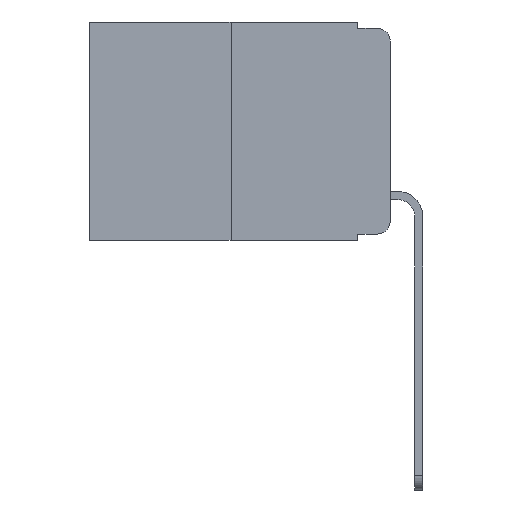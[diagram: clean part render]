
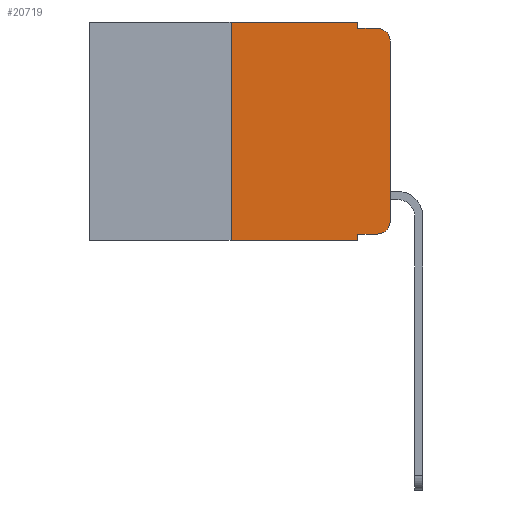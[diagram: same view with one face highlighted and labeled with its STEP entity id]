
A CAD part, left-side view. The second image highlights one B-rep face of the part: STEP entity #20719.
In plain terms, the highlighted planar face has unit normal (-1, 0, 0).
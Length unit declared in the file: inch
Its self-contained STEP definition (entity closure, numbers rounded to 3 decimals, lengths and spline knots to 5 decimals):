
#750 = LINE ( 'NONE', #3919, #8695 ) ;
#958 = ORIENTED_EDGE ( 'NONE', *, *, #4758, .T. ) ;
#1045 = CARTESIAN_POINT ( 'NONE',  ( 0., 0.25, 0. ) ) ;
#1334 = CARTESIAN_POINT ( 'NONE',  ( 0., 0.02, -0.313 ) ) ;
#1536 = ORIENTED_EDGE ( 'NONE', *, *, #17795, .T. ) ;
#1767 = AXIS2_PLACEMENT_3D ( 'NONE', #5684, #19666, #10511 ) ;
#1861 = LINE ( 'NONE', #3028, #10115 ) ;
#2121 = PLANE ( 'NONE',  #1767 ) ;
#2171 = EDGE_CURVE ( 'NONE', #13788, #10464, #16278, .T. ) ;
#2384 = CARTESIAN_POINT ( 'NONE',  ( 0., 0.02, -0.03 ) ) ;
#2695 = VECTOR ( 'NONE', #11774, 39.37008 ) ;
#2702 = ORIENTED_EDGE ( 'NONE', *, *, #3494, .F. ) ;
#2939 = EDGE_CURVE ( 'NONE', #13788, #13077, #4367, .T. ) ;
#2984 = CARTESIAN_POINT ( 'NONE',  ( 0., 0.051, -0.01 ) ) ;
#3028 = CARTESIAN_POINT ( 'NONE',  ( 0., 0., 0. ) ) ;
#3147 = DIRECTION ( 'NONE',  ( 0., 0., -1. ) ) ;
#3235 = ORIENTED_EDGE ( 'NONE', *, *, #2939, .T. ) ;
#3357 = CARTESIAN_POINT ( 'NONE',  ( 0., 0.051, -0.01 ) ) ;
#3494 = EDGE_CURVE ( 'NONE', #10464, #17602, #3832, .T. ) ;
#3770 = ORIENTED_EDGE ( 'NONE', *, *, #8968, .T. ) ;
#3832 = LINE ( 'NONE', #6141, #15518 ) ;
#3919 = CARTESIAN_POINT ( 'NONE',  ( 0., 0.051, -0.333 ) ) ;
#4086 = DIRECTION ( 'NONE',  ( 0., 0., -1. ) ) ;
#4160 = FACE_OUTER_BOUND ( 'NONE', #5540, .T. ) ;
#4367 = LINE ( 'NONE', #7497, #16009 ) ;
#4512 = VERTEX_POINT ( 'NONE', #16846 ) ;
#4526 = DIRECTION ( 'NONE',  ( 0., 0., -1. ) ) ;
#4663 = DIRECTION ( 'NONE',  ( 0., -1., 0. ) ) ;
#4758 = EDGE_CURVE ( 'NONE', #12280, #16771, #1861, .T. ) ;
#5213 = CARTESIAN_POINT ( 'NONE',  ( 0., 0.051, 0. ) ) ;
#5282 = LINE ( 'NONE', #2984, #9565 ) ;
#5540 = EDGE_LOOP ( 'NONE', ( #958, #1536, #13534, #14982, #2702, #11362, #3235, #7658, #11851, #3770 ) ) ;
#5566 = VERTEX_POINT ( 'NONE', #3357 ) ;
#5587 = DIRECTION ( 'NONE',  ( 0., -1., 0. ) ) ;
#5684 = CARTESIAN_POINT ( 'NONE',  ( 0., 0.473, 0. ) ) ;
#6008 = AXIS2_PLACEMENT_3D ( 'NONE', #2384, #13678, #4086 ) ;
#6141 = CARTESIAN_POINT ( 'NONE',  ( 0., 0.473, 0. ) ) ;
#6289 = CARTESIAN_POINT ( 'NONE',  ( 0., 0.051, -0.333 ) ) ;
#6418 = EDGE_CURVE ( 'NONE', #13861, #4512, #750, .T. ) ;
#7075 = CARTESIAN_POINT ( 'NONE',  ( 0., 0.051, 0. ) ) ;
#7497 = CARTESIAN_POINT ( 'NONE',  ( 0., 0.473, -0.343 ) ) ;
#7658 = ORIENTED_EDGE ( 'NONE', *, *, #13828, .F. ) ;
#7914 = VECTOR ( 'NONE', #4526, 39.37008 ) ;
#8695 = VECTOR ( 'NONE', #5587, 39.37008 ) ;
#8968 = EDGE_CURVE ( 'NONE', #4512, #12280, #20540, .T. ) ;
#9503 = EDGE_CURVE ( 'NONE', #5566, #17343, #5282, .T. ) ;
#9565 = VECTOR ( 'NONE', #4663, 39.37008 ) ;
#10115 = VECTOR ( 'NONE', #14242, 39.37008 ) ;
#10464 = VERTEX_POINT ( 'NONE', #13580 ) ;
#10511 = DIRECTION ( 'NONE',  ( 0., 0., -1. ) ) ;
#10845 = AXIS2_PLACEMENT_3D ( 'NONE', #1334, #12805, #3147 ) ;
#10851 = LINE ( 'NONE', #7075, #2695 ) ;
#11362 = ORIENTED_EDGE ( 'NONE', *, *, #2171, .F. ) ;
#11774 = DIRECTION ( 'NONE',  ( 0., 0., -1. ) ) ;
#11851 = ORIENTED_EDGE ( 'NONE', *, *, #6418, .T. ) ;
#12092 = LINE ( 'NONE', #12548, #7914 ) ;
#12198 = VECTOR ( 'NONE', #17598, 39.37008 ) ;
#12280 = VERTEX_POINT ( 'NONE', #19355 ) ;
#12548 = CARTESIAN_POINT ( 'NONE',  ( 0., 0.051, 0. ) ) ;
#12572 = CIRCLE ( 'NONE', #6008, 0.02 ) ;
#12805 = DIRECTION ( 'NONE',  ( -1., 0., 0. ) ) ;
#13077 = VERTEX_POINT ( 'NONE', #18307 ) ;
#13534 = ORIENTED_EDGE ( 'NONE', *, *, #9503, .F. ) ;
#13580 = CARTESIAN_POINT ( 'NONE',  ( 0., 0.25, 0. ) ) ;
#13678 = DIRECTION ( 'NONE',  ( -1., 0., 0. ) ) ;
#13788 = VERTEX_POINT ( 'NONE', #15423 ) ;
#13828 = EDGE_CURVE ( 'NONE', #13861, #13077, #12092, .T. ) ;
#13861 = VERTEX_POINT ( 'NONE', #6289 ) ;
#14093 = EDGE_CURVE ( 'NONE', #17602, #5566, #10851, .T. ) ;
#14242 = DIRECTION ( 'NONE',  ( 0., 0., 1. ) ) ;
#14982 = ORIENTED_EDGE ( 'NONE', *, *, #14093, .F. ) ;
#15423 = CARTESIAN_POINT ( 'NONE',  ( 0., 0.25, -0.343 ) ) ;
#15518 = VECTOR ( 'NONE', #18314, 39.37008 ) ;
#15547 = DIRECTION ( 'NONE',  ( 0., -1., 0. ) ) ;
#16009 = VECTOR ( 'NONE', #15547, 39.37008 ) ;
#16278 = LINE ( 'NONE', #1045, #12198 ) ;
#16771 = VERTEX_POINT ( 'NONE', #19073 ) ;
#16846 = CARTESIAN_POINT ( 'NONE',  ( 0., 0.02, -0.333 ) ) ;
#17343 = VERTEX_POINT ( 'NONE', #18679 ) ;
#17598 = DIRECTION ( 'NONE',  ( 0., 0., 1. ) ) ;
#17602 = VERTEX_POINT ( 'NONE', #5213 ) ;
#17795 = EDGE_CURVE ( 'NONE', #16771, #17343, #12572, .T. ) ;
#18307 = CARTESIAN_POINT ( 'NONE',  ( 0., 0.051, -0.343 ) ) ;
#18314 = DIRECTION ( 'NONE',  ( 0., -1., 0. ) ) ;
#18679 = CARTESIAN_POINT ( 'NONE',  ( 0., 0.02, -0.01 ) ) ;
#19073 = CARTESIAN_POINT ( 'NONE',  ( 0., 0., -0.03 ) ) ;
#19355 = CARTESIAN_POINT ( 'NONE',  ( 0., 0., -0.313 ) ) ;
#19666 = DIRECTION ( 'NONE',  ( 1., 0., 0. ) ) ;
#20540 = CIRCLE ( 'NONE', #10845, 0.02 ) ;
#20719 = ADVANCED_FACE ( 'NONE', ( #4160 ), #2121, .F. ) ;
